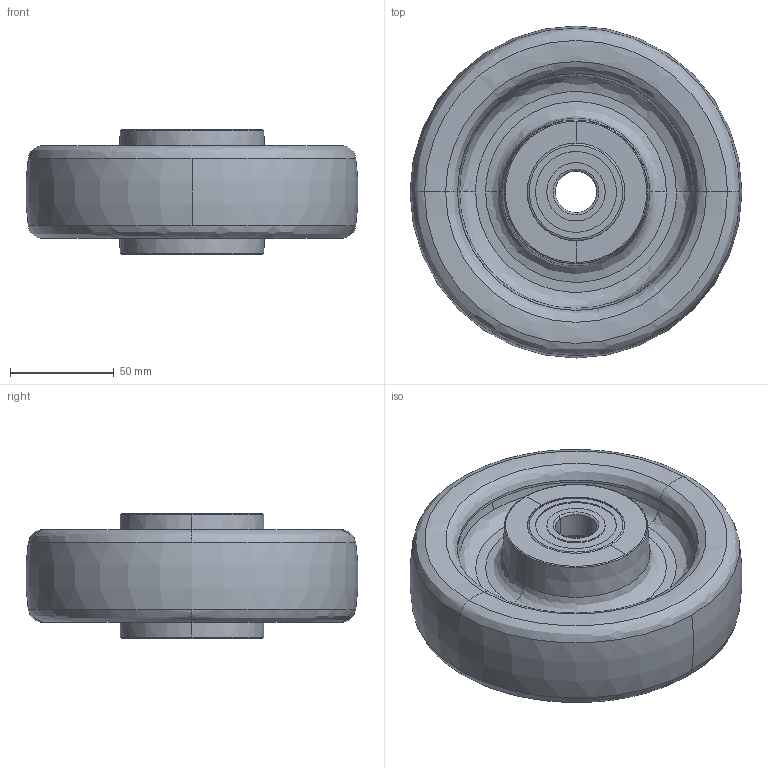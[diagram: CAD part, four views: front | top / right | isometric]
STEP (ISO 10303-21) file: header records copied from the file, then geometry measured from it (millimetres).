
FILE_DESCRIPTION (( 'STEP AP214' ), '1' );
FILE_NAME ('0036914.step', '2023-10-31T10:43:05', ( '' ), ( '' ), 'SwSTEP 2.0', 'SolidWorks 2020', '' );
FILE_SCHEMA (( 'AUTOMOTIVE_DESIGN' ));
Length unit declared in the file: millimetre
Products named in the file (1): 0036914
Bounding box: 159.73 x 159.73 x 60 mm (x, y, z)
Volume: 686612.2 mm3; surface area: 168975.9 mm2
Topology: 13 solids, 13 shells, 297 faces, 708 edges, 440 vertices
Faces by surface type: bspline 90, cylinder 80, plane 77, torus 38, cone 12
Entity records: 14755 total; most frequent: CARTESIAN_POINT 4940, ORIENTED_EDGE 1416, DIRECTION 1280, EDGE_CURVE 708, AXIS2_PLACEMENT_3D 550, VERTEX_POINT 440, CIRCLE 342, EDGE_LOOP 326
